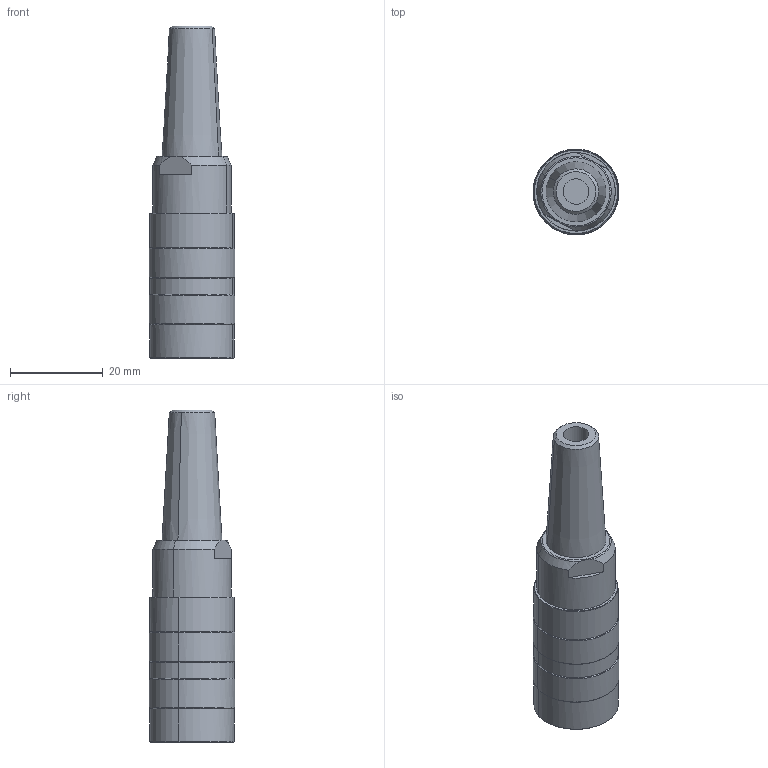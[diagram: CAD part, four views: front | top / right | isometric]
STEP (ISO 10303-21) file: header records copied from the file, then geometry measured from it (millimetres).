
FILE_DESCRIPTION(('CATIA V5 STEP Exchange','CAx-IF Rec.Pracs.--- Model Styling and Organization---1.5--- 2016-08-15','CAx-IF Rec.Pracs.---Supplemental Geometry---1.0---2011-11-01','CAx-IF Rec.Pracs.--- Composite Materials ---1.1---2010-07-15'),'2;1');
FILE_NAME ('347297-1_1', '2025-08-20T09:34:34+00:00', ('none'), ('Weidmueller'), 'CATIA Version 5-6 Release 2024 SP4', 'CATIA V5 STEP AP214 v3', 'none');
FILE_SCHEMA(('AUTOMOTIVE_DESIGN { 1 0 10303 214 1 1 1 1 }'));
Length unit declared in the file: millimetre
Products named in the file (1): 1117960000
Bounding box: 18.49 x 18.49 x 71.5 mm (x, y, z)
Volume: 12924.9 mm3; surface area: 4766.3 mm2
Topology: 1 solids, 2 shells, 144 faces, 543 edges, 413 vertices
Faces by surface type: cylinder 62, plane 40, cone 36, bspline 4, torus 2
Entity records: 9161 total; most frequent: CARTESIAN_POINT 5049, ORIENTED_EDGE 1086, EDGE_CURVE 543, DIRECTION 474, VERTEX_POINT 413, B_SPLINE_CURVE_WITH_KNOTS 291, AXIS2_PLACEMENT_3D 200, VECTOR 164
